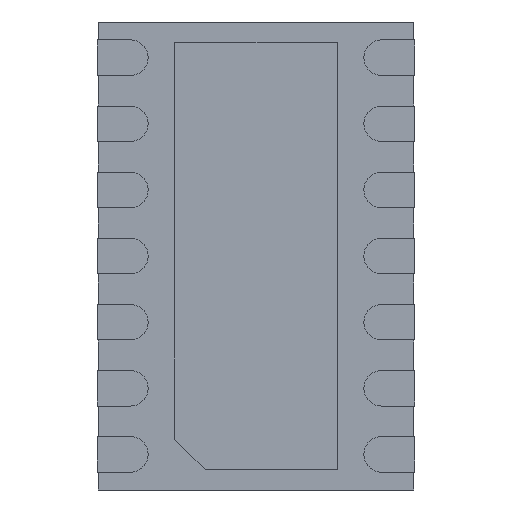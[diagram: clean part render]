
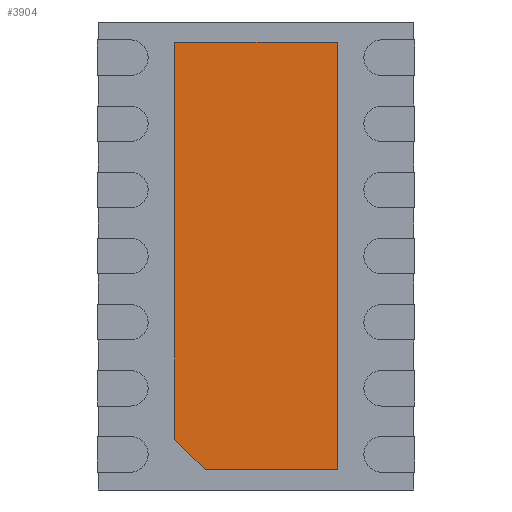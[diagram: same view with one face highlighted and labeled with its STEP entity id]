
A CAD part, front view. The second image highlights one B-rep face of the part: STEP entity #3904.
In plain terms, the highlighted planar face has unit normal (0, -1, 0).
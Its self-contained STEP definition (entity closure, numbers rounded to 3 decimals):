
#27 = PLANE ( 'NONE',  #2692 ) ;
#252 = CARTESIAN_POINT ( 'NONE',  ( 0.8, -0.05, -2.1 ) ) ;
#279 = CARTESIAN_POINT ( 'NONE',  ( -0.8, -0.05, -1.8 ) ) ;
#461 = CARTESIAN_POINT ( 'NONE',  ( -0.5, -0.05, -2.1 ) ) ;
#565 = ORIENTED_EDGE ( 'NONE', *, *, #3364, .T. ) ;
#655 = DIRECTION ( 'NONE',  ( -1., 0., 0. ) ) ;
#852 = CARTESIAN_POINT ( 'NONE',  ( -0.5, -0.05, -2.1 ) ) ;
#902 = DIRECTION ( 'NONE',  ( 0., 0., 1. ) ) ;
#947 = VECTOR ( 'NONE', #1905, 1000. ) ;
#975 = CARTESIAN_POINT ( 'NONE',  ( -0.8, -0.05, 2.1 ) ) ;
#1008 = ORIENTED_EDGE ( 'NONE', *, *, #2106, .T. ) ;
#1048 = DIRECTION ( 'NONE',  ( 0., 0., 1. ) ) ;
#1087 = ORIENTED_EDGE ( 'NONE', *, *, #3201, .T. ) ;
#1340 = FACE_OUTER_BOUND ( 'NONE', #1977, .T. ) ;
#1638 = LINE ( 'NONE', #975, #2261 ) ;
#1653 = VECTOR ( 'NONE', #3091, 1000. ) ;
#1832 = ORIENTED_EDGE ( 'NONE', *, *, #2962, .T. ) ;
#1871 = CARTESIAN_POINT ( 'NONE',  ( -0.8, -0.05, -1.8 ) ) ;
#1905 = DIRECTION ( 'NONE',  ( 0.707, 0., -0.707 ) ) ;
#1977 = EDGE_LOOP ( 'NONE', ( #565, #4166, #1832, #1008, #1087 ) ) ;
#2076 = EDGE_CURVE ( 'NONE', #4220, #2810, #1638, .T. ) ;
#2106 = EDGE_CURVE ( 'NONE', #3523, #2417, #2956, .T. ) ;
#2261 = VECTOR ( 'NONE', #655, 1000. ) ;
#2417 = VERTEX_POINT ( 'NONE', #852 ) ;
#2494 = LINE ( 'NONE', #1871, #1653 ) ;
#2679 = CARTESIAN_POINT ( 'NONE',  ( 0., -0.05, 0. ) ) ;
#2692 = AXIS2_PLACEMENT_3D ( 'NONE', #2679, #3650, #1048 ) ;
#2715 = CARTESIAN_POINT ( 'NONE',  ( 0.8, -0.05, 2.1 ) ) ;
#2728 = VERTEX_POINT ( 'NONE', #3602 ) ;
#2810 = VERTEX_POINT ( 'NONE', #3700 ) ;
#2956 = LINE ( 'NONE', #3276, #947 ) ;
#2962 = EDGE_CURVE ( 'NONE', #2810, #3523, #2494, .T. ) ;
#3034 = VECTOR ( 'NONE', #4143, 1000. ) ;
#3091 = DIRECTION ( 'NONE',  ( 0., 0., -1. ) ) ;
#3201 = EDGE_CURVE ( 'NONE', #2417, #2728, #3810, .T. ) ;
#3276 = CARTESIAN_POINT ( 'NONE',  ( -0.8, -0.05, -1.8 ) ) ;
#3364 = EDGE_CURVE ( 'NONE', #2728, #4220, #3836, .T. ) ;
#3523 = VERTEX_POINT ( 'NONE', #279 ) ;
#3602 = CARTESIAN_POINT ( 'NONE',  ( 0.8, -0.05, -2.1 ) ) ;
#3650 = DIRECTION ( 'NONE',  ( 0., 1., 0. ) ) ;
#3700 = CARTESIAN_POINT ( 'NONE',  ( -0.8, -0.05, 2.1 ) ) ;
#3810 = LINE ( 'NONE', #461, #3034 ) ;
#3836 = LINE ( 'NONE', #252, #3980 ) ;
#3904 = ADVANCED_FACE ( 'NONE', ( #1340 ), #27, .F. ) ;
#3980 = VECTOR ( 'NONE', #902, 1000. ) ;
#4143 = DIRECTION ( 'NONE',  ( 1., 0., 0. ) ) ;
#4166 = ORIENTED_EDGE ( 'NONE', *, *, #2076, .T. ) ;
#4220 = VERTEX_POINT ( 'NONE', #2715 ) ;
